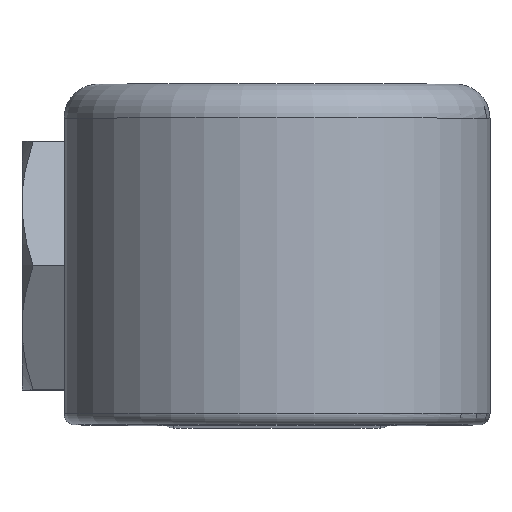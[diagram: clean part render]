
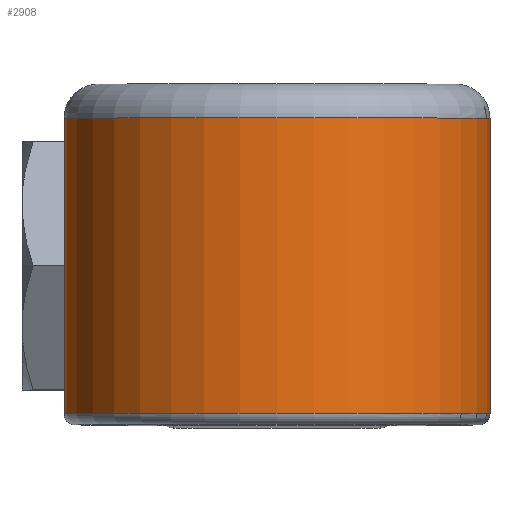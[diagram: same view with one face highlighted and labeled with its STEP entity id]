
A CAD part, top view. The second image highlights one B-rep face of the part: STEP entity #2908.
In plain terms, the highlighted cylindrical face has radius 9.525 mm (diameter 19.05 mm), a partial arc.
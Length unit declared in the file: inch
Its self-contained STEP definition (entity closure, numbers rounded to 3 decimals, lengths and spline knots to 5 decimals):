
#629=DIRECTION('',(0.,1.,0.));
#630=VECTOR('',#629,0.52);
#631=CARTESIAN_POINT('',(0.375,0.02,0.));
#632=LINE('',#631,#630);
#1335=CARTESIAN_POINT('',(0.,0.02,0.));
#1336=DIRECTION('',(0.,-1.,0.));
#1337=DIRECTION('',(1.,0.,0.));
#1338=AXIS2_PLACEMENT_3D('',#1335,#1336,#1337);
#1343=DIRECTION('',(0.,1.,0.));
#1344=VECTOR('',#1343,0.52);
#1345=CARTESIAN_POINT('',(-0.375,0.02,0.));
#1346=LINE('',#1345,#1344);
#1358=CARTESIAN_POINT('',(0.,0.54,0.));
#1359=DIRECTION('',(0.,1.,0.));
#1360=DIRECTION('',(-1.,0.,0.));
#1361=AXIS2_PLACEMENT_3D('',#1358,#1359,#1360);
#1622=CARTESIAN_POINT('',(0.375,0.54,0.));
#1623=VERTEX_POINT('',#1622);
#1626=CARTESIAN_POINT('',(-0.375,0.54,0.));
#1627=VERTEX_POINT('',#1626);
#1655=CARTESIAN_POINT('',(0.375,0.02,0.));
#1656=VERTEX_POINT('',#1655);
#1659=CARTESIAN_POINT('',(-0.375,0.02,0.));
#1660=VERTEX_POINT('',#1659);
#2896=CARTESIAN_POINT('',(0.,0.,0.));
#2897=DIRECTION('',(0.,1.,0.));
#2898=DIRECTION('',(-1.,0.,0.));
#2899=AXIS2_PLACEMENT_3D('',#2896,#2897,#2898);
#2900=CYLINDRICAL_SURFACE('',#2899,0.375);
#2902=ORIENTED_EDGE('',*,*,#2901,.T.);
#2903=ORIENTED_EDGE('',*,*,#2260,.F.);
#2904=ORIENTED_EDGE('',*,*,#2890,.T.);
#2905=ORIENTED_EDGE('',*,*,#2736,.T.);
#2906=EDGE_LOOP('',(#2902,#2903,#2904,#2905));
#2907=FACE_OUTER_BOUND('',#2906,.F.);
#1339=CIRCLE('',#1338,0.375);
#1362=CIRCLE('',#1361,0.375);
#2260=EDGE_CURVE('',#1656,#1623,#632,.T.);
#2736=EDGE_CURVE('',#1660,#1627,#1346,.T.);
#2890=EDGE_CURVE('',#1656,#1660,#1339,.T.);
#2901=EDGE_CURVE('',#1627,#1623,#1362,.T.);
#2908=ADVANCED_FACE('',(#2907),#2900,.T.);
